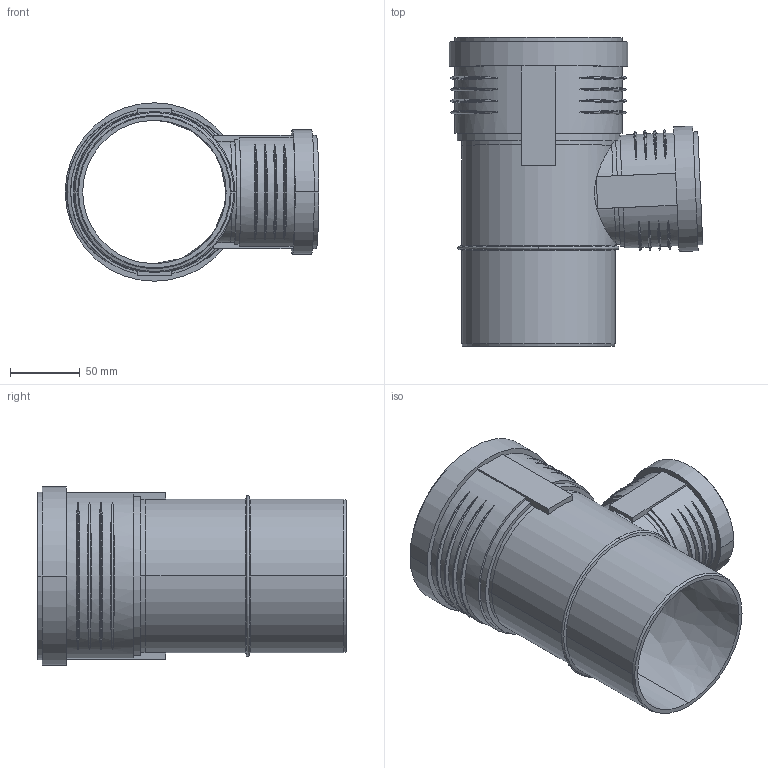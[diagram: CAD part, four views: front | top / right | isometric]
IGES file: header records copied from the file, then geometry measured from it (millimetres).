
Global section: file name: No Iges File Name specified; native system: Autodesk Inventor 2011; preprocessor: AutoDesk Inventor Iges Exporter R2011; author: Marco; date: 20120116.134802; units: millimetre
Bounding box: 182.05 x 221.8 x 128.1 mm (x, y, z)
Volume: 347862.2 mm3; surface area: 215388.7 mm2
Topology: 3 solids, 3 shells, 151 faces, 376 edges, 257 vertices
Faces by surface type: plane 37, revolution 32, torus 28, cylinder 26, bspline 24, cone 4
